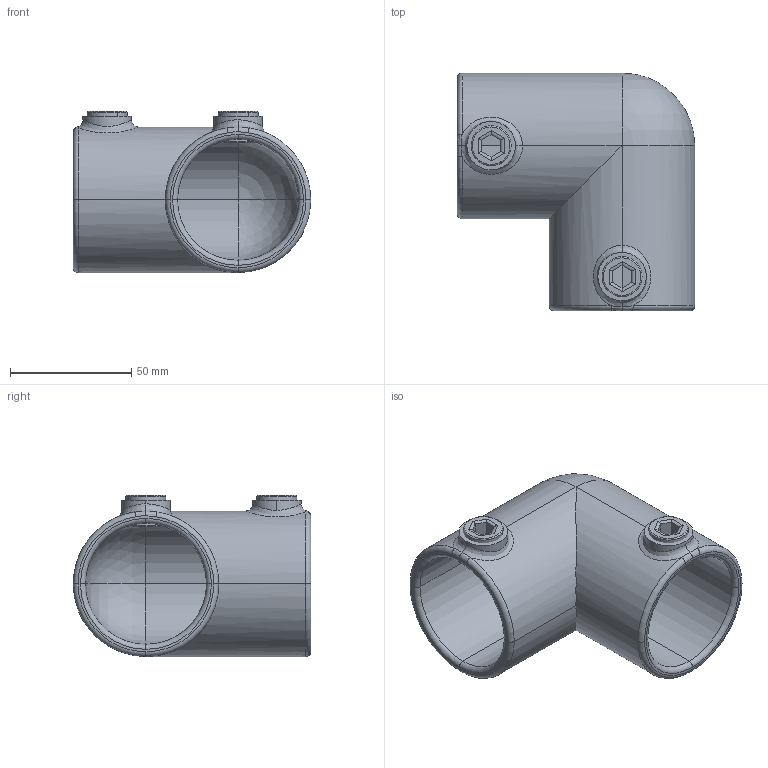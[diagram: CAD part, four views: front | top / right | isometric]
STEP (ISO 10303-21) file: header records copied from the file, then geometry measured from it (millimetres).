
FILE_DESCRIPTION (( 'STEP AP203' ), '1' );
FILE_NAME ('125-D48.STEP', '2016-09-07T08:36:34', ( '' ), ( '' ), 'SwSTEP 2.0', 'SolidWorks 2015', '' );
FILE_SCHEMA (( 'CONFIG_CONTROL_DESIGN' ));
Length unit declared in the file: millimetre
Products named in the file (3): 125-D48; 125-D48 Teil1; 125-D48 Teil2
Assembly tree (3 placements, depth 2):
  125-D48
    125-D48 Teil1
    125-D48 Teil2  x2
Bounding box: 98 x 98 x 66.5 mm (x, y, z)
Volume: 117380.6 mm3; surface area: 50238.7 mm2
Topology: 3 solids, 3 shells, 108 faces, 244 edges, 136 vertices
Faces by surface type: cylinder 52, torus 24, plane 20, bspline 8, sphere 4
Entity records: 3751 total; most frequent: CARTESIAN_POINT 1656, DIRECTION 390, ORIENTED_EDGE 368, EDGE_CURVE 184, AXIS2_PLACEMENT_3D 166, VERTEX_POINT 104, EDGE_LOOP 88, CIRCLE 86
